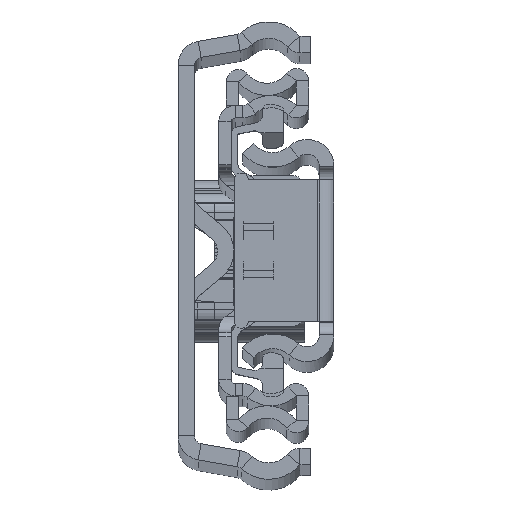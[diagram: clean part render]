
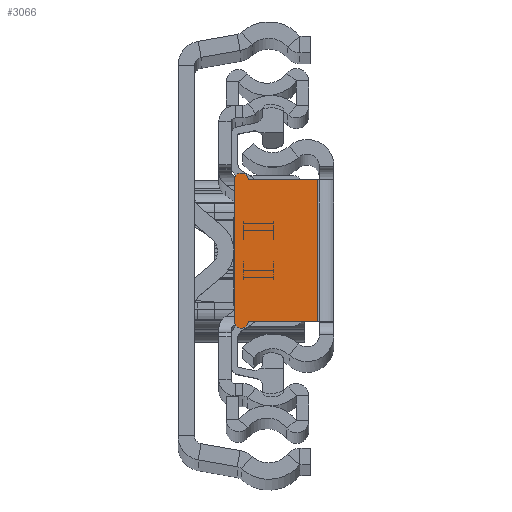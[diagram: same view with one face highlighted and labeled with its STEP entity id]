
A CAD part, top view. The second image highlights one B-rep face of the part: STEP entity #3066.
In plain terms, the highlighted planar face has unit normal (0, 0, 1).
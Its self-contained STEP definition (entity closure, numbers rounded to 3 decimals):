
#437 = FACE_OUTER_BOUND ( 'NONE', #48107, .T. ) ;
#2490 = VERTEX_POINT ( 'NONE', #40602 ) ;
#3066 = ADVANCED_FACE ( 'NONE', ( #437 ), #23445, .T. ) ;
#3573 = VERTEX_POINT ( 'NONE', #32362 ) ;
#4006 = CARTESIAN_POINT ( 'NONE',  ( -2., 0., 0. ) ) ;
#6652 = VERTEX_POINT ( 'NONE', #45807 ) ;
#7797 = DIRECTION ( 'NONE',  ( 0., 0., 1. ) ) ;
#7863 = EDGE_CURVE ( 'NONE', #31217, #23057, #10209, .T. ) ;
#7955 = CARTESIAN_POINT ( 'NONE',  ( 0., 0., 0. ) ) ;
#8598 = AXIS2_PLACEMENT_3D ( 'NONE', #11542, #7797, #23033 ) ;
#8614 = VERTEX_POINT ( 'NONE', #15899 ) ;
#8845 = AXIS2_PLACEMENT_3D ( 'NONE', #7955, #23200, #38475 ) ;
#9914 = DIRECTION ( 'NONE',  ( 0., 1., 0. ) ) ;
#10209 = CIRCLE ( 'NONE', #8598, 0.85 ) ;
#10621 = EDGE_CURVE ( 'NONE', #31217, #8614, #30442, .T. ) ;
#11447 = CARTESIAN_POINT ( 'NONE',  ( -1.8, 8.65, 0. ) ) ;
#11542 = CARTESIAN_POINT ( 'NONE',  ( -11.35, 8.65, 0. ) ) ;
#11731 = ORIENTED_EDGE ( 'NONE', *, *, #21265, .F. ) ;
#14985 = AXIS2_PLACEMENT_3D ( 'NONE', #28149, #27902, #43414 ) ;
#15899 = CARTESIAN_POINT ( 'NONE',  ( -2., 8.65, 0. ) ) ;
#16226 = VECTOR ( 'NONE', #18215, 1000. ) ;
#17661 = CARTESIAN_POINT ( 'NONE',  ( -12.2, 8.65, 0. ) ) ;
#18215 = DIRECTION ( 'NONE',  ( 1., 0., 0. ) ) ;
#19262 = DIRECTION ( 'NONE',  ( 0., 1., 0. ) ) ;
#20425 = LINE ( 'NONE', #43677, #34534 ) ;
#21164 = LINE ( 'NONE', #17661, #26308 ) ;
#21265 = EDGE_CURVE ( 'NONE', #6652, #2490, #20425, .T. ) ;
#22994 = LINE ( 'NONE', #4006, #38412 ) ;
#23033 = DIRECTION ( 'NONE',  ( 1., 0., 0. ) ) ;
#23057 = VERTEX_POINT ( 'NONE', #26340 ) ;
#23200 = DIRECTION ( 'NONE',  ( 0., 0., 1. ) ) ;
#23257 = ORIENTED_EDGE ( 'NONE', *, *, #46578, .F. ) ;
#23445 = PLANE ( 'NONE',  #8845 ) ;
#24664 = DIRECTION ( 'NONE',  ( -1., 0., 0. ) ) ;
#25149 = EDGE_CURVE ( 'NONE', #3573, #2490, #42123, .T. ) ;
#26308 = VECTOR ( 'NONE', #9914, 1000. ) ;
#26340 = CARTESIAN_POINT ( 'NONE',  ( -12.2, 8.65, 0. ) ) ;
#26649 = ORIENTED_EDGE ( 'NONE', *, *, #34967, .T. ) ;
#27902 = DIRECTION ( 'NONE',  ( 0., 0., 1. ) ) ;
#28149 = CARTESIAN_POINT ( 'NONE',  ( -11.35, -8.65, 0. ) ) ;
#30442 = LINE ( 'NONE', #11447, #16226 ) ;
#31217 = VERTEX_POINT ( 'NONE', #45978 ) ;
#32362 = CARTESIAN_POINT ( 'NONE',  ( -12.2, -8.65, 0. ) ) ;
#33937 = ORIENTED_EDGE ( 'NONE', *, *, #10621, .F. ) ;
#34534 = VECTOR ( 'NONE', #24664, 1000. ) ;
#34967 = EDGE_CURVE ( 'NONE', #6652, #8614, #22994, .T. ) ;
#38412 = VECTOR ( 'NONE', #19262, 1000. ) ;
#38475 = DIRECTION ( 'NONE',  ( 1., 0., 0. ) ) ;
#40602 = CARTESIAN_POINT ( 'NONE',  ( -10.5, -8.65, 0. ) ) ;
#42123 = CIRCLE ( 'NONE', #14985, 0.85 ) ;
#42209 = ORIENTED_EDGE ( 'NONE', *, *, #7863, .T. ) ;
#43414 = DIRECTION ( 'NONE',  ( -1., 0., 0. ) ) ;
#43677 = CARTESIAN_POINT ( 'NONE',  ( -12.2, -8.65, 0. ) ) ;
#45807 = CARTESIAN_POINT ( 'NONE',  ( -2., -8.65, 0. ) ) ;
#45978 = CARTESIAN_POINT ( 'NONE',  ( -10.5, 8.65, 0. ) ) ;
#46578 = EDGE_CURVE ( 'NONE', #3573, #23057, #21164, .T. ) ;
#48107 = EDGE_LOOP ( 'NONE', ( #23257, #49416, #11731, #26649, #33937, #42209 ) ) ;
#49416 = ORIENTED_EDGE ( 'NONE', *, *, #25149, .T. ) ;
